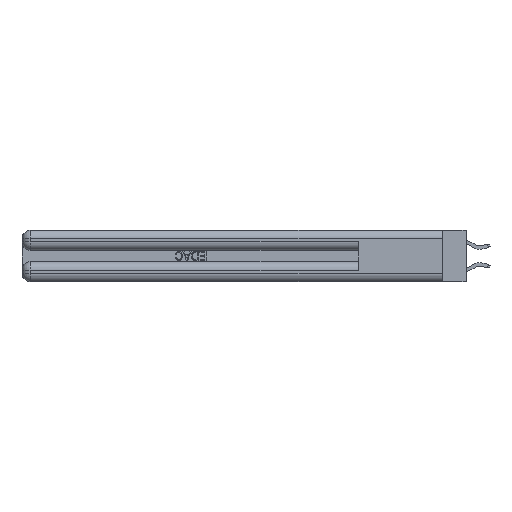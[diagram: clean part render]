
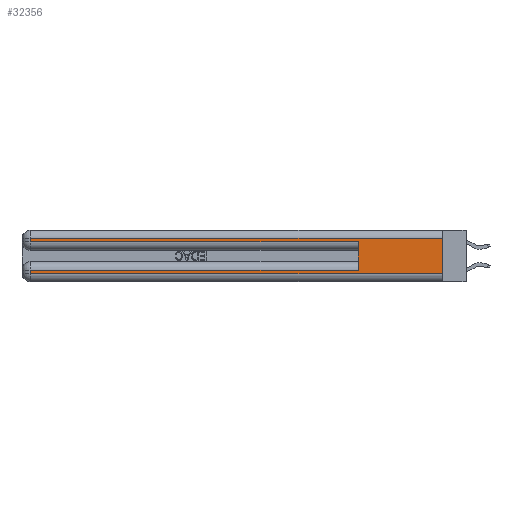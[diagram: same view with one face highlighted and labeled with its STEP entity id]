
A CAD part, left-side view. The second image highlights one B-rep face of the part: STEP entity #32356.
In plain terms, the highlighted planar face has unit normal (-1, 0, 0).
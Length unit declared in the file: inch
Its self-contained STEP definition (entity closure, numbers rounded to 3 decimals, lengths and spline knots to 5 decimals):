
#270 = LINE ( 'NONE', #10569, #29846 ) ;
#629 = EDGE_CURVE ( 'NONE', #9055, #701, #32042, .T. ) ;
#701 = VERTEX_POINT ( 'NONE', #4236 ) ;
#837 = CARTESIAN_POINT ( 'NONE',  ( 0., 0., 0.285 ) ) ;
#1570 = EDGE_CURVE ( 'NONE', #9055, #16765, #14093, .T. ) ;
#2393 = CARTESIAN_POINT ( 'NONE',  ( 0., 2.94, 0.085 ) ) ;
#2595 = EDGE_CURVE ( 'NONE', #28593, #28587, #3376, .T. ) ;
#3304 = DIRECTION ( 'NONE',  ( 0., 0., -1. ) ) ;
#3376 = LINE ( 'NONE', #837, #10904 ) ;
#3377 = ORIENTED_EDGE ( 'NONE', *, *, #1570, .T. ) ;
#3470 = CARTESIAN_POINT ( 'NONE',  ( 0., 0., 0.37 ) ) ;
#4149 = EDGE_CURVE ( 'NONE', #16765, #28593, #12623, .T. ) ;
#4236 = CARTESIAN_POINT ( 'NONE',  ( 0., 0., 0.06 ) ) ;
#4300 = DIRECTION ( 'NONE',  ( 0., -1., 0. ) ) ;
#5176 = LINE ( 'NONE', #10742, #21196 ) ;
#6014 = VECTOR ( 'NONE', #3304, 39.37008 ) ;
#6080 = ORIENTED_EDGE ( 'NONE', *, *, #4149, .T. ) ;
#7673 = ORIENTED_EDGE ( 'NONE', *, *, #2595, .T. ) ;
#7706 = CARTESIAN_POINT ( 'NONE',  ( 0., 2.94, 0.37 ) ) ;
#9055 = VERTEX_POINT ( 'NONE', #15045 ) ;
#9227 = CARTESIAN_POINT ( 'NONE',  ( 0., 0.6, 0.085 ) ) ;
#10569 = CARTESIAN_POINT ( 'NONE',  ( 0., 0., 0.06 ) ) ;
#10742 = CARTESIAN_POINT ( 'NONE',  ( 0., 0.6, 0.145 ) ) ;
#10904 = VECTOR ( 'NONE', #11121, 39.37008 ) ;
#11121 = DIRECTION ( 'NONE',  ( 0., -1., 0. ) ) ;
#12623 = LINE ( 'NONE', #7706, #15370 ) ;
#13118 = VECTOR ( 'NONE', #15260, 39.37008 ) ;
#13210 = DIRECTION ( 'NONE',  ( 0., 0., -1. ) ) ;
#13385 = CARTESIAN_POINT ( 'NONE',  ( 0., 0., 0.085 ) ) ;
#14093 = LINE ( 'NONE', #31859, #24695 ) ;
#14629 = CARTESIAN_POINT ( 'NONE',  ( 0., 2.94, 0.285 ) ) ;
#15045 = CARTESIAN_POINT ( 'NONE',  ( 0., 0., 0.31 ) ) ;
#15260 = DIRECTION ( 'NONE',  ( 0., 1., 0. ) ) ;
#15370 = VECTOR ( 'NONE', #30579, 39.37008 ) ;
#15586 = EDGE_LOOP ( 'NONE', ( #25344, #3377, #6080, #7673, #28417, #27516, #30458, #29711 ) ) ;
#15598 = FACE_OUTER_BOUND ( 'NONE', #15586, .T. ) ;
#16376 = AXIS2_PLACEMENT_3D ( 'NONE', #28113, #25575, #13210 ) ;
#16391 = VERTEX_POINT ( 'NONE', #20399 ) ;
#16765 = VERTEX_POINT ( 'NONE', #20027 ) ;
#16787 = DIRECTION ( 'NONE',  ( 0., 0., -1. ) ) ;
#16797 = DIRECTION ( 'NONE',  ( 0., 1., 0. ) ) ;
#17120 = LINE ( 'NONE', #19166, #20689 ) ;
#19166 = CARTESIAN_POINT ( 'NONE',  ( 0., 2.94, 0.37 ) ) ;
#20027 = CARTESIAN_POINT ( 'NONE',  ( 0., 2.94, 0.31 ) ) ;
#20399 = CARTESIAN_POINT ( 'NONE',  ( 0., 2.94, 0.06 ) ) ;
#20660 = LINE ( 'NONE', #13385, #13118 ) ;
#20689 = VECTOR ( 'NONE', #16787, 39.37008 ) ;
#20850 = VERTEX_POINT ( 'NONE', #2393 ) ;
#21196 = VECTOR ( 'NONE', #25988, 39.37008 ) ;
#21550 = VERTEX_POINT ( 'NONE', #9227 ) ;
#23184 = PLANE ( 'NONE',  #16376 ) ;
#23776 = EDGE_CURVE ( 'NONE', #16391, #701, #270, .T. ) ;
#24321 = EDGE_CURVE ( 'NONE', #20850, #16391, #17120, .T. ) ;
#24695 = VECTOR ( 'NONE', #16797, 39.37008 ) ;
#25344 = ORIENTED_EDGE ( 'NONE', *, *, #629, .F. ) ;
#25575 = DIRECTION ( 'NONE',  ( 1., 0., 0. ) ) ;
#25988 = DIRECTION ( 'NONE',  ( 0., 0., 1. ) ) ;
#27516 = ORIENTED_EDGE ( 'NONE', *, *, #32280, .T. ) ;
#28113 = CARTESIAN_POINT ( 'NONE',  ( 0., 0., 0.37 ) ) ;
#28417 = ORIENTED_EDGE ( 'NONE', *, *, #31384, .F. ) ;
#28587 = VERTEX_POINT ( 'NONE', #32383 ) ;
#28593 = VERTEX_POINT ( 'NONE', #14629 ) ;
#29711 = ORIENTED_EDGE ( 'NONE', *, *, #23776, .T. ) ;
#29846 = VECTOR ( 'NONE', #4300, 39.37008 ) ;
#30458 = ORIENTED_EDGE ( 'NONE', *, *, #24321, .T. ) ;
#30579 = DIRECTION ( 'NONE',  ( 0., 0., -1. ) ) ;
#31384 = EDGE_CURVE ( 'NONE', #21550, #28587, #5176, .T. ) ;
#31859 = CARTESIAN_POINT ( 'NONE',  ( 0., 0., 0.31 ) ) ;
#32042 = LINE ( 'NONE', #3470, #6014 ) ;
#32280 = EDGE_CURVE ( 'NONE', #21550, #20850, #20660, .T. ) ;
#32356 = ADVANCED_FACE ( 'NONE', ( #15598 ), #23184, .F. ) ;
#32383 = CARTESIAN_POINT ( 'NONE',  ( 0., 0.6, 0.285 ) ) ;
